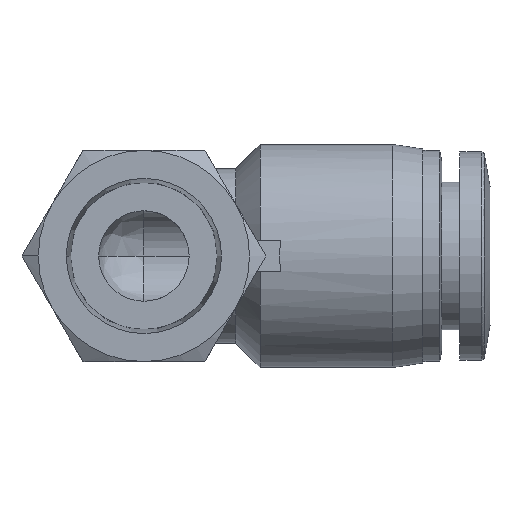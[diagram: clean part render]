
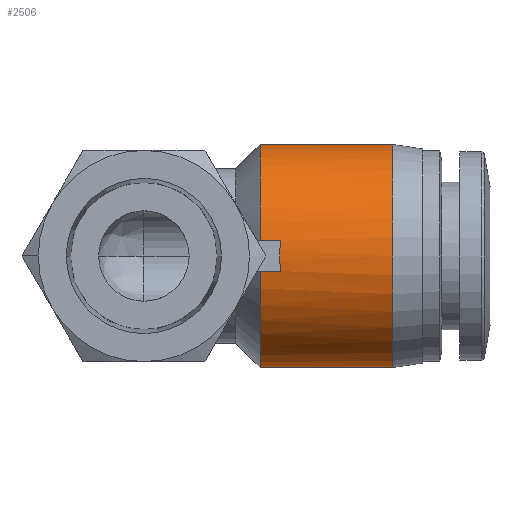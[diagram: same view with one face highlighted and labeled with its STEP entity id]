
A CAD part, front view. The second image highlights one B-rep face of the part: STEP entity #2506.
In plain terms, the highlighted cylindrical face has radius 7.4 mm (diameter 14.8 mm), a partial arc.
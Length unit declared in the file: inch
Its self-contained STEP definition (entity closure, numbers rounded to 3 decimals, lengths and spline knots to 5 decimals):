
#18 = ORIENTED_EDGE ( 'NONE', *, *, #970, .T. ) ;
#99 = VERTEX_POINT ( 'NONE', #120 ) ;
#110 = DIRECTION ( 'NONE',  ( 1., 0., 0. ) ) ;
#120 = CARTESIAN_POINT ( 'NONE',  ( 0.30315, 0.59055, -0.29134 ) ) ;
#123 = EDGE_CURVE ( 'NONE', #205, #126, #1660, .T. ) ;
#126 = VERTEX_POINT ( 'NONE', #260 ) ;
#159 = CARTESIAN_POINT ( 'NONE',  ( 0.30088, 0.30188, 0.03937 ) ) ;
#205 = VERTEX_POINT ( 'NONE', #2269 ) ;
#210 = DIRECTION ( 'NONE',  ( -1., 0., 0. ) ) ;
#260 = CARTESIAN_POINT ( 'NONE',  ( 0.64961, 0.59055, -0.29134 ) ) ;
#278 = EDGE_CURVE ( 'NONE', #2224, #2059, #1328, .T. ) ;
#295 = VERTEX_POINT ( 'NONE', #614 ) ;
#326 = CARTESIAN_POINT ( 'NONE',  ( 0.30315, 0.30188, -0.03937 ) ) ;
#409 = CARTESIAN_POINT ( 'NONE',  ( 0.30088, 0.30188, -0.03937 ) ) ;
#426 = EDGE_CURVE ( 'NONE', #2224, #295, #2628, .T. ) ;
#493 = CARTESIAN_POINT ( 'NONE',  ( 0.357, 0.30188, 0.03937 ) ) ;
#531 = DIRECTION ( 'NONE',  ( 0., 0., -1. ) ) ;
#532 = DIRECTION ( 'NONE',  ( -1., 0., 0. ) ) ;
#544 = DIRECTION ( 'NONE',  ( 1., 0., 0. ) ) ;
#614 = CARTESIAN_POINT ( 'NONE',  ( 0.357, 0.30188, 0.03937 ) ) ;
#621 = DIRECTION ( 'NONE',  ( -1., 0., 0. ) ) ;
#630 = VECTOR ( 'NONE', #2375, 39.37008 ) ;
#647 = CARTESIAN_POINT ( 'NONE',  ( 0.357, 0.30188, -0.03937 ) ) ;
#685 = AXIS2_PLACEMENT_3D ( 'NONE', #1806, #2013, #531 ) ;
#695 = ORIENTED_EDGE ( 'NONE', *, *, #278, .T. ) ;
#699 = EDGE_CURVE ( 'NONE', #295, #759, #719, .T. ) ;
#719 = LINE ( 'NONE', #159, #2710 ) ;
#733 = FACE_OUTER_BOUND ( 'NONE', #2237, .T. ) ;
#748 = CARTESIAN_POINT ( 'NONE',  ( 0.47638, 0.59055, 0.29134 ) ) ;
#759 = VERTEX_POINT ( 'NONE', #2259 ) ;
#768 = ORIENTED_EDGE ( 'NONE', *, *, #1084, .F. ) ;
#850 = EDGE_CURVE ( 'NONE', #759, #2171, #1894, .T. ) ;
#970 = EDGE_CURVE ( 'NONE', #99, #126, #1259, .T. ) ;
#1010 = CARTESIAN_POINT ( 'NONE',  ( 0.30315, 0.59055, 0.29134 ) ) ;
#1084 = EDGE_CURVE ( 'NONE', #99, #2059, #1175, .T. ) ;
#1121 = CARTESIAN_POINT ( 'NONE',  ( 0.35343, 0.29832, -0.0132 ) ) ;
#1126 = EDGE_CURVE ( 'NONE', #2171, #205, #2549, .T. ) ;
#1159 = CYLINDRICAL_SURFACE ( 'NONE', #685, 0.29134 ) ;
#1175 = CIRCLE ( 'NONE', #1563, 0.29134 ) ;
#1199 = ORIENTED_EDGE ( 'NONE', *, *, #426, .F. ) ;
#1259 = LINE ( 'NONE', #2172, #630 ) ;
#1304 = ORIENTED_EDGE ( 'NONE', *, *, #850, .F. ) ;
#1328 = LINE ( 'NONE', #409, #1455 ) ;
#1335 = CARTESIAN_POINT ( 'NONE',  ( 0.357, 0.30188, -0.03937 ) ) ;
#1375 = AXIS2_PLACEMENT_3D ( 'NONE', #2555, #110, #1592 ) ;
#1411 = VECTOR ( 'NONE', #544, 39.37008 ) ;
#1455 = VECTOR ( 'NONE', #621, 39.37008 ) ;
#1476 = CARTESIAN_POINT ( 'NONE',  ( 0.30315, 0.59055, 0. ) ) ;
#1557 = ORIENTED_EDGE ( 'NONE', *, *, #123, .F. ) ;
#1563 = AXIS2_PLACEMENT_3D ( 'NONE', #1808, #532, #2020 ) ;
#1592 = DIRECTION ( 'NONE',  ( 0., 1., 0. ) ) ;
#1646 = DIRECTION ( 'NONE',  ( -1., 0., 0. ) ) ;
#1660 = CIRCLE ( 'NONE', #1375, 0.29134 ) ;
#1691 = DIRECTION ( 'NONE',  ( 0., 1., 0. ) ) ;
#1763 = CARTESIAN_POINT ( 'NONE',  ( 0.35343, 0.29832, 0.0132 ) ) ;
#1765 = AXIS2_PLACEMENT_3D ( 'NONE', #1476, #210, #1691 ) ;
#1790 = ORIENTED_EDGE ( 'NONE', *, *, #1126, .F. ) ;
#1806 = CARTESIAN_POINT ( 'NONE',  ( 0.47638, 0.59055, 0. ) ) ;
#1808 = CARTESIAN_POINT ( 'NONE',  ( 0.30315, 0.59055, 0. ) ) ;
#1894 = CIRCLE ( 'NONE', #1765, 0.29134 ) ;
#2013 = DIRECTION ( 'NONE',  ( 1., 0., 0. ) ) ;
#2020 = DIRECTION ( 'NONE',  ( 0., 1., 0. ) ) ;
#2059 = VERTEX_POINT ( 'NONE', #326 ) ;
#2101 = ORIENTED_EDGE ( 'NONE', *, *, #699, .F. ) ;
#2171 = VERTEX_POINT ( 'NONE', #1010 ) ;
#2172 = CARTESIAN_POINT ( 'NONE',  ( 0.47638, 0.59055, -0.29134 ) ) ;
#2224 = VERTEX_POINT ( 'NONE', #647 ) ;
#2237 = EDGE_LOOP ( 'NONE', ( #1790, #1304, #2101, #1199, #695, #768, #18, #1557 ) ) ;
#2259 = CARTESIAN_POINT ( 'NONE',  ( 0.30315, 0.30188, 0.03937 ) ) ;
#2269 = CARTESIAN_POINT ( 'NONE',  ( 0.64961, 0.59055, 0.29134 ) ) ;
#2375 = DIRECTION ( 'NONE',  ( 1., 0., 0. ) ) ;
#2506 = ADVANCED_FACE ( 'NONE', ( #733 ), #1159, .T. ) ;
#2549 = LINE ( 'NONE', #748, #1411 ) ;
#2555 = CARTESIAN_POINT ( 'NONE',  ( 0.64961, 0.59055, 0. ) ) ;
#2628 =( BOUNDED_CURVE ( )  B_SPLINE_CURVE ( 3, ( #1335, #1121, #1763, #493 ),
 .UNSPECIFIED., .F., .T. ) 
 B_SPLINE_CURVE_WITH_KNOTS ( ( 4, 4 ),
 ( 3.00604, 3.27714 ),
 .UNSPECIFIED. ) 
 CURVE ( )  GEOMETRIC_REPRESENTATION_ITEM ( )  RATIONAL_B_SPLINE_CURVE ( ( 1., 0.994, 0.994, 1. ) ) 
 REPRESENTATION_ITEM ( '' )  );
#2710 = VECTOR ( 'NONE', #1646, 39.37008 ) ;
